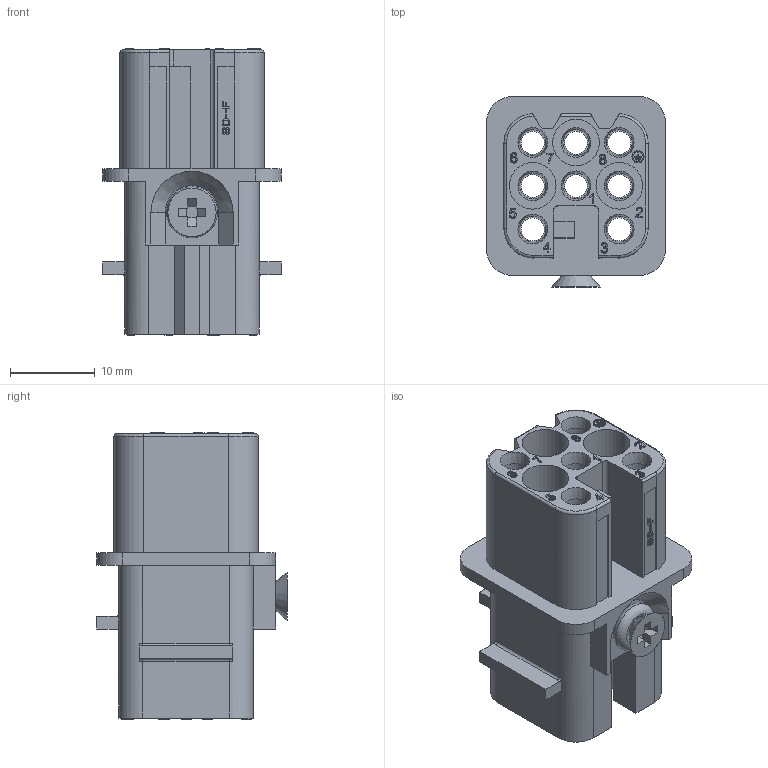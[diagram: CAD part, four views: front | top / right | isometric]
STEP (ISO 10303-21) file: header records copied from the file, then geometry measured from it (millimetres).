
FILE_DESCRIPTION(/* description */ (''),/* implementation_level */ '2;1');
FILE_NAME(/* name */ 'HD-008-FC.stp',/* time_stamp */ '2023-02-27T12:31:31+08:00',/* author */ (''),/* organization */ (''),/* preprocessor_version */ 'ST-DEVELOPER v16',/* originating_system */ 'SIEMENS PLM Software NX 10.0',/* authorisation */ '');
FILE_SCHEMA (('AUTOMOTIVE_DESIGN { 1 0 10303 214 3 1 1 1 }'));
Length unit declared in the file: millimetre
Products named in the file (1): Admi11802EA0k97m
Bounding box: 21.1 x 22.5 x 33.8 mm (x, y, z)
Volume: 5603.2 mm3; surface area: 6897.7 mm2
Topology: 1 solids, 2 shells, 516 faces, 1276 edges, 820 vertices
Faces by surface type: plane 295, cylinder 102, cone 50, extrusion 49, torus 20
Full cylindrical faces by diameter (mm): 1.217 x2, 1.427 x2, 3 x2, 5.7 x1
Entity records: 18720 total; most frequent: CARTESIAN_POINT 6613, ORIENTED_EDGE 2488, DIRECTION 2357, EDGE_CURVE 1244, VECTOR 909, LINE 860, VERTEX_POINT 806, AXIS2_PLACEMENT_3D 724
